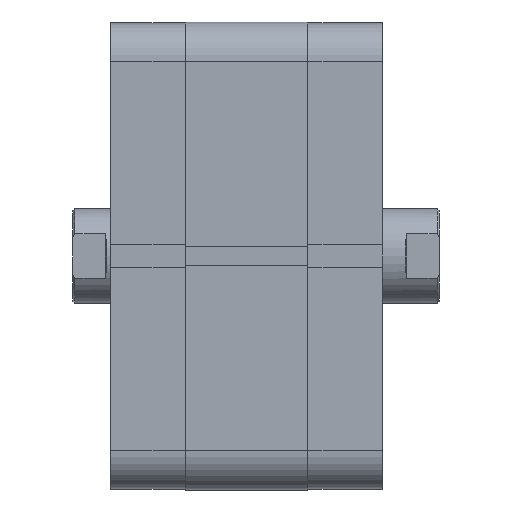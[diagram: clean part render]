
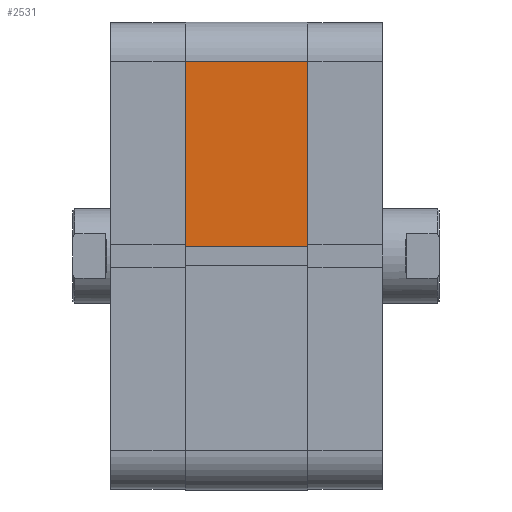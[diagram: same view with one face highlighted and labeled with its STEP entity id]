
A CAD part, front view. The second image highlights one B-rep face of the part: STEP entity #2531.
In plain terms, the highlighted face is planar.
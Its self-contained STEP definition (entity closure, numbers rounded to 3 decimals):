
#182 = EDGE_LOOP ( 'NONE', ( #6347, #6237, #6299, #6382 ) ) ;
#438 = VERTEX_POINT ( 'NONE', #806 ) ;
#440 = VERTEX_POINT ( 'NONE', #786 ) ;
#441 = VERTEX_POINT ( 'NONE', #762 ) ;
#594 = VERTEX_POINT ( 'NONE', #5873 ) ;
#762 = CARTESIAN_POINT ( 'NONE',  ( 62., 2.6, 0. ) ) ;
#786 = CARTESIAN_POINT ( 'NONE',  ( 62., 51.5, -32.5 ) ) ;
#806 = CARTESIAN_POINT ( 'NONE',  ( 62., 51.5, 0. ) ) ;
#1160 = CARTESIAN_POINT ( 'NONE',  ( 62., 51.5, -32.5 ) ) ;
#1187 = DIRECTION ( 'NONE',  ( 0., 0., 1. ) ) ;
#1430 = EDGE_CURVE ( 'NONE', #440, #438, #6578, .T. ) ;
#1671 = EDGE_CURVE ( 'NONE', #594, #440, #3894, .T. ) ;
#1768 = EDGE_CURVE ( 'NONE', #594, #441, #4052, .T. ) ;
#1860 = EDGE_CURVE ( 'NONE', #441, #438, #4179, .T. ) ;
#2285 = AXIS2_PLACEMENT_3D ( 'NONE', #3202, #3208, #3209 ) ;
#2531 = ADVANCED_FACE ( 'NONE', ( #3563 ), #3199, .T. ) ;
#3199 = PLANE ( 'NONE',  #2285 ) ;
#3202 = CARTESIAN_POINT ( 'NONE',  ( 62., 51.5, -32.5 ) ) ;
#3208 = DIRECTION ( 'NONE',  ( 1., 0., 0. ) ) ;
#3209 = DIRECTION ( 'NONE',  ( 0., 1., 0. ) ) ;
#3563 = FACE_OUTER_BOUND ( 'NONE', #182, .T. ) ;
#3894 = LINE ( 'NONE', #5008, #3913 ) ;
#3913 = VECTOR ( 'NONE', #5009, 1000. ) ;
#4052 = LINE ( 'NONE', #5199, #4053 ) ;
#4053 = VECTOR ( 'NONE', #5200, 1000. ) ;
#4179 = LINE ( 'NONE', #5412, #4180 ) ;
#4180 = VECTOR ( 'NONE', #5413, 1000. ) ;
#5008 = CARTESIAN_POINT ( 'NONE',  ( 62., 51.5, -32.5 ) ) ;
#5009 = DIRECTION ( 'NONE',  ( 0., 1., 0. ) ) ;
#5199 = CARTESIAN_POINT ( 'NONE',  ( 62., 2.6, -32.5 ) ) ;
#5200 = DIRECTION ( 'NONE',  ( 0., 0., 1. ) ) ;
#5412 = CARTESIAN_POINT ( 'NONE',  ( 62., 51.5, 0. ) ) ;
#5413 = DIRECTION ( 'NONE',  ( 0., 1., 0. ) ) ;
#5873 = CARTESIAN_POINT ( 'NONE',  ( 62., 2.6, -32.5 ) ) ;
#6237 = ORIENTED_EDGE ( 'NONE', *, *, #1768, .F. ) ;
#6299 = ORIENTED_EDGE ( 'NONE', *, *, #1671, .T. ) ;
#6347 = ORIENTED_EDGE ( 'NONE', *, *, #1860, .F. ) ;
#6382 = ORIENTED_EDGE ( 'NONE', *, *, #1430, .T. ) ;
#6578 = LINE ( 'NONE', #1160, #6579 ) ;
#6579 = VECTOR ( 'NONE', #1187, 1000. ) ;
